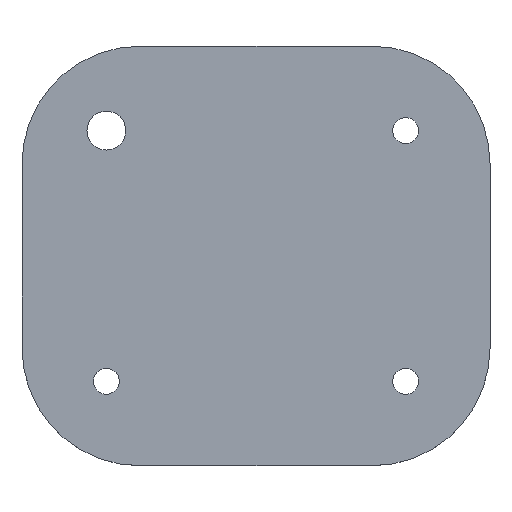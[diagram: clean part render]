
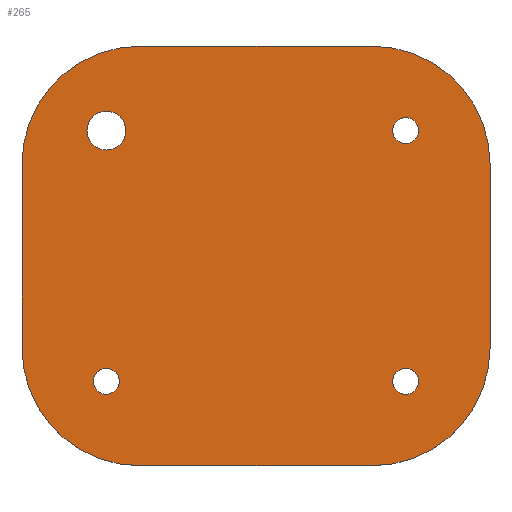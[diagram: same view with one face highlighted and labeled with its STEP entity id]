
A CAD part, top view. The second image highlights one B-rep face of the part: STEP entity #265.
In plain terms, the highlighted planar face has unit normal (0, 0, 1).
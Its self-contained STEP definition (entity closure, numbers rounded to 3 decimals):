
#15=FACE_BOUND('',#48,.T.);
#16=FACE_BOUND('',#49,.T.);
#17=FACE_BOUND('',#50,.T.);
#18=FACE_BOUND('',#51,.T.);
#24=PLANE('',#299);
#33=FACE_OUTER_BOUND('',#47,.T.);
#47=EDGE_LOOP('',(#197,#198,#199,#200,#201,#202,#203,#204));
#48=EDGE_LOOP('',(#205));
#49=EDGE_LOOP('',(#206));
#50=EDGE_LOOP('',(#207));
#51=EDGE_LOOP('',(#208));
#69=LINE('',#425,#89);
#72=LINE('',#431,#92);
#73=LINE('',#435,#93);
#74=LINE('',#439,#94);
#89=VECTOR('',#345,10.);
#92=VECTOR('',#350,10.);
#93=VECTOR('',#353,10.);
#94=VECTOR('',#356,10.);
#105=CIRCLE('',#290,1.1);
#107=CIRCLE('',#293,1.1);
#109=CIRCLE('',#296,10.);
#111=CIRCLE('',#300,10.);
#112=CIRCLE('',#301,10.);
#113=CIRCLE('',#302,10.);
#114=CIRCLE('',#303,1.1);
#115=CIRCLE('',#304,1.65);
#121=VERTEX_POINT('',#403);
#123=VERTEX_POINT('',#409);
#125=VERTEX_POINT('',#415);
#126=VERTEX_POINT('',#416);
#129=VERTEX_POINT('',#424);
#131=VERTEX_POINT('',#430);
#132=VERTEX_POINT('',#432);
#133=VERTEX_POINT('',#434);
#134=VERTEX_POINT('',#436);
#135=VERTEX_POINT('',#438);
#136=VERTEX_POINT('',#441);
#137=VERTEX_POINT('',#443);
#145=EDGE_CURVE('',#121,#121,#105,.T.);
#148=EDGE_CURVE('',#123,#123,#107,.T.);
#151=EDGE_CURVE('',#125,#126,#109,.T.);
#155=EDGE_CURVE('',#126,#129,#69,.F.);
#158=EDGE_CURVE('',#125,#131,#72,.T.);
#159=EDGE_CURVE('',#132,#131,#111,.T.);
#160=EDGE_CURVE('',#133,#132,#73,.F.);
#161=EDGE_CURVE('',#134,#133,#112,.T.);
#162=EDGE_CURVE('',#134,#135,#74,.T.);
#163=EDGE_CURVE('',#129,#135,#113,.T.);
#164=EDGE_CURVE('',#136,#136,#114,.T.);
#165=EDGE_CURVE('',#137,#137,#115,.T.);
#197=ORIENTED_EDGE('',*,*,#151,.F.);
#198=ORIENTED_EDGE('',*,*,#158,.T.);
#199=ORIENTED_EDGE('',*,*,#159,.F.);
#200=ORIENTED_EDGE('',*,*,#160,.F.);
#201=ORIENTED_EDGE('',*,*,#161,.F.);
#202=ORIENTED_EDGE('',*,*,#162,.T.);
#203=ORIENTED_EDGE('',*,*,#163,.F.);
#204=ORIENTED_EDGE('',*,*,#155,.F.);
#205=ORIENTED_EDGE('',*,*,#145,.T.);
#206=ORIENTED_EDGE('',*,*,#148,.T.);
#207=ORIENTED_EDGE('',*,*,#164,.F.);
#208=ORIENTED_EDGE('',*,*,#165,.T.);
#265=ADVANCED_FACE('',(#33,#15,#16,#17,#18),#24,.F.);
#290=AXIS2_PLACEMENT_3D('',#404,#323,#324);
#293=AXIS2_PLACEMENT_3D('',#410,#330,#331);
#296=AXIS2_PLACEMENT_3D('',#417,#337,#338);
#299=AXIS2_PLACEMENT_3D('',#429,#348,#349);
#300=AXIS2_PLACEMENT_3D('',#433,#351,#352);
#301=AXIS2_PLACEMENT_3D('',#437,#354,#355);
#302=AXIS2_PLACEMENT_3D('',#440,#357,#358);
#303=AXIS2_PLACEMENT_3D('',#442,#359,#360);
#304=AXIS2_PLACEMENT_3D('',#444,#361,#362);
#323=DIRECTION('center_axis',(0.,0.,-1.));
#324=DIRECTION('ref_axis',(1.,0.,0.));
#330=DIRECTION('center_axis',(0.,0.,-1.));
#331=DIRECTION('ref_axis',(1.,0.,0.));
#337=DIRECTION('center_axis',(0.,0.,-1.));
#338=DIRECTION('ref_axis',(0.707,-0.707,0.));
#345=DIRECTION('',(1.,0.,0.));
#348=DIRECTION('center_axis',(0.,0.,-1.));
#349=DIRECTION('ref_axis',(-1.,0.,0.));
#350=DIRECTION('',(0.,1.,0.));
#351=DIRECTION('center_axis',(0.,0.,-1.));
#352=DIRECTION('ref_axis',(0.707,0.707,0.));
#353=DIRECTION('',(-1.,0.,0.));
#354=DIRECTION('center_axis',(0.,0.,-1.));
#355=DIRECTION('ref_axis',(-0.707,0.707,0.));
#356=DIRECTION('',(0.,-1.,0.));
#357=DIRECTION('center_axis',(0.,0.,-1.));
#358=DIRECTION('ref_axis',(-0.707,-0.707,0.));
#359=DIRECTION('center_axis',(0.,0.,1.));
#360=DIRECTION('ref_axis',(-1.,0.,0.));
#361=DIRECTION('center_axis',(0.,0.,-1.));
#362=DIRECTION('ref_axis',(1.,0.,0.));
#403=CARTESIAN_POINT('',(-131.406,29.018,3.));
#404=CARTESIAN_POINT('Origin',(-130.306,29.018,3.));
#409=CARTESIAN_POINT('',(-131.406,50.324,3.));
#410=CARTESIAN_POINT('Origin',(-130.306,50.324,3.));
#415=CARTESIAN_POINT('',(-123.134,31.846,3.));
#416=CARTESIAN_POINT('',(-133.134,21.846,3.));
#417=CARTESIAN_POINT('Origin',(-133.134,31.846,3.));
#424=CARTESIAN_POINT('',(-152.909,21.846,3.));
#425=CARTESIAN_POINT('',(81.728,21.846,3.));
#429=CARTESIAN_POINT('Origin',(0.016,-0.654,3.));
#430=CARTESIAN_POINT('',(-123.134,47.496,3.));
#431=CARTESIAN_POINT('',(-123.134,28.421,3.));
#432=CARTESIAN_POINT('',(-133.134,57.496,3.));
#433=CARTESIAN_POINT('Origin',(-133.134,47.496,3.));
#434=CARTESIAN_POINT('',(-152.909,57.496,3.));
#435=CARTESIAN_POINT('',(74.703,57.496,3.));
#436=CARTESIAN_POINT('',(-162.909,47.496,3.));
#437=CARTESIAN_POINT('Origin',(-152.909,47.496,3.));
#438=CARTESIAN_POINT('',(-162.909,31.846,3.));
#439=CARTESIAN_POINT('',(-162.909,10.346,3.));
#440=CARTESIAN_POINT('Origin',(-152.909,31.846,3.));
#441=CARTESIAN_POINT('',(-154.638,29.018,3.));
#442=CARTESIAN_POINT('Origin',(-155.738,29.018,3.));
#443=CARTESIAN_POINT('',(-157.388,50.324,3.));
#444=CARTESIAN_POINT('Origin',(-155.738,50.324,3.));
